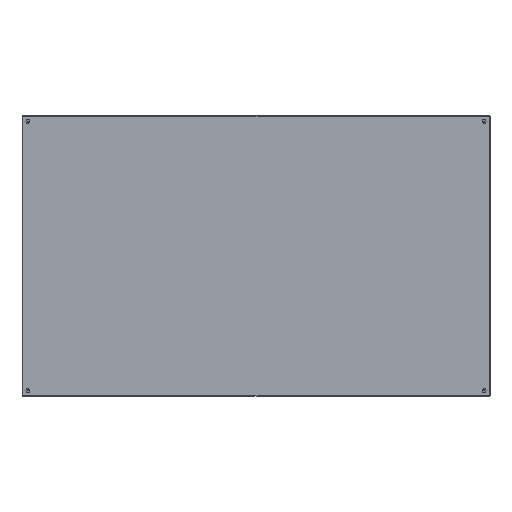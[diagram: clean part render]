
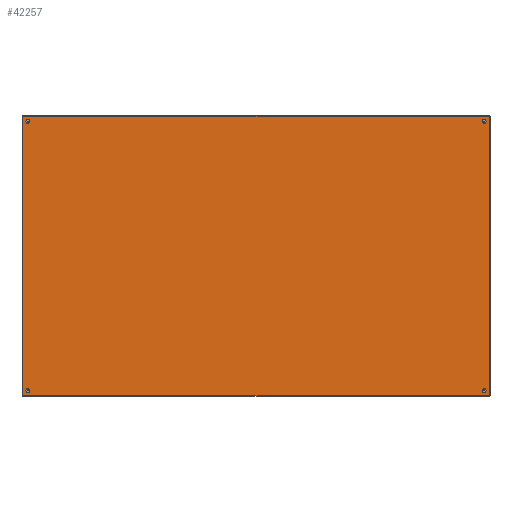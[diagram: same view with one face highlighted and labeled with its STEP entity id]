
A CAD part, left-side view. The second image highlights one B-rep face of the part: STEP entity #42257.
In plain terms, the highlighted face is planar.
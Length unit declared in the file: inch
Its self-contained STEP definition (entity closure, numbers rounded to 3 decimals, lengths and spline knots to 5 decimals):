
#221 = LINE ( 'NONE', #93646, #100868 ) ;
#349 = FACE_OUTER_BOUND ( 'NONE', #67594, .T. ) ;
#418 = VERTEX_POINT ( 'NONE', #116355 ) ;
#2130 = ORIENTED_EDGE ( 'NONE', *, *, #95091, .T. ) ;
#4707 = VECTOR ( 'NONE', #5655, 39.37008 ) ;
#5655 = DIRECTION ( 'NONE',  ( 1., 0., 0. ) ) ;
#6154 = AXIS2_PLACEMENT_3D ( 'NONE', #98949, #11126, #89580 ) ;
#7494 = AXIS2_PLACEMENT_3D ( 'NONE', #71500, #119347, #12238 ) ;
#8030 = DIRECTION ( 'NONE',  ( 0., 0., 1. ) ) ;
#8334 = ORIENTED_EDGE ( 'NONE', *, *, #76753, .T. ) ;
#8962 = DIRECTION ( 'NONE',  ( 0., -1., 0. ) ) ;
#10947 = FACE_BOUND ( 'NONE', #28890, .T. ) ;
#11126 = DIRECTION ( 'NONE',  ( 0., -1., 0. ) ) ;
#12238 = DIRECTION ( 'NONE',  ( 0., 0., 1. ) ) ;
#14033 = ORIENTED_EDGE ( 'NONE', *, *, #69733, .T. ) ;
#14351 = AXIS2_PLACEMENT_3D ( 'NONE', #123652, #83511, #8030 ) ;
#14406 = DIRECTION ( 'NONE',  ( 0., -1., 0. ) ) ;
#16912 = VERTEX_POINT ( 'NONE', #32305 ) ;
#17108 = VERTEX_POINT ( 'NONE', #71792 ) ;
#21804 = ORIENTED_EDGE ( 'NONE', *, *, #100122, .T. ) ;
#23011 = AXIS2_PLACEMENT_3D ( 'NONE', #69073, #8962, #68636 ) ;
#24139 = CARTESIAN_POINT ( 'NONE',  ( -17.25, 0., 29.5 ) ) ;
#24622 = CARTESIAN_POINT ( 'NONE',  ( 17.25, 0., -29.25 ) ) ;
#25993 = ORIENTED_EDGE ( 'NONE', *, *, #45862, .T. ) ;
#27488 = ORIENTED_EDGE ( 'NONE', *, *, #111516, .T. ) ;
#27735 = CIRCLE ( 'NONE', #7494, 0.25 ) ;
#28416 = CARTESIAN_POINT ( 'NONE',  ( 17.92789, 0., -29.892 ) ) ;
#28828 = DIRECTION ( 'NONE',  ( 1., 0., 0. ) ) ;
#28890 = EDGE_LOOP ( 'NONE', ( #25993, #107300 ) ) ;
#29044 = VECTOR ( 'NONE', #28828, 39.37008 ) ;
#31094 = AXIS2_PLACEMENT_3D ( 'NONE', #62479, #72302, #33500 ) ;
#32305 = CARTESIAN_POINT ( 'NONE',  ( -17.25, 0., 29. ) ) ;
#32688 = VERTEX_POINT ( 'NONE', #98025 ) ;
#33500 = DIRECTION ( 'NONE',  ( 0., 0., 1. ) ) ;
#36507 = ORIENTED_EDGE ( 'NONE', *, *, #92302, .T. ) ;
#36856 = FACE_BOUND ( 'NONE', #53735, .T. ) ;
#37886 = ORIENTED_EDGE ( 'NONE', *, *, #98078, .T. ) ;
#40191 = VERTEX_POINT ( 'NONE', #75856 ) ;
#41338 = CIRCLE ( 'NONE', #55269, 0.25 ) ;
#41355 = CARTESIAN_POINT ( 'NONE',  ( -17.25, 0., -29.25 ) ) ;
#41644 = VERTEX_POINT ( 'NONE', #107100 ) ;
#42257 = ADVANCED_FACE ( 'NONE', ( #349, #10947, #36856, #104107, #111686 ), #123219, .T. ) ;
#42873 = VERTEX_POINT ( 'NONE', #121399 ) ;
#44775 = ORIENTED_EDGE ( 'NONE', *, *, #89375, .T. ) ;
#44889 = CARTESIAN_POINT ( 'NONE',  ( 0., 0., 29.892 ) ) ;
#45862 = EDGE_CURVE ( 'NONE', #79351, #106053, #66509, .T. ) ;
#48668 = EDGE_CURVE ( 'NONE', #106053, #79351, #120212, .T. ) ;
#51226 = DIRECTION ( 'NONE',  ( 0., 0., 1. ) ) ;
#53735 = EDGE_LOOP ( 'NONE', ( #37886, #36507 ) ) ;
#54911 = DIRECTION ( 'NONE',  ( 0., 0., 1. ) ) ;
#55269 = AXIS2_PLACEMENT_3D ( 'NONE', #56443, #96508, #126028 ) ;
#55812 = EDGE_LOOP ( 'NONE', ( #2130, #14033 ) ) ;
#56033 = AXIS2_PLACEMENT_3D ( 'NONE', #63008, #14406, #54911 ) ;
#56443 = CARTESIAN_POINT ( 'NONE',  ( -17.25, 0., 29.25 ) ) ;
#58794 = VERTEX_POINT ( 'NONE', #96979 ) ;
#62479 = CARTESIAN_POINT ( 'NONE',  ( -17.25, 0., 29.25 ) ) ;
#63008 = CARTESIAN_POINT ( 'NONE',  ( 17.25, 0., 29.25 ) ) ;
#65268 = VERTEX_POINT ( 'NONE', #24139 ) ;
#66509 = CIRCLE ( 'NONE', #23011, 0.25 ) ;
#67594 = EDGE_LOOP ( 'NONE', ( #96490, #27488, #44775, #8334 ) ) ;
#68636 = DIRECTION ( 'NONE',  ( 0., 0., 1. ) ) ;
#69073 = CARTESIAN_POINT ( 'NONE',  ( 17.25, 0., 29.25 ) ) ;
#69436 = ORIENTED_EDGE ( 'NONE', *, *, #123441, .T. ) ;
#69733 = EDGE_CURVE ( 'NONE', #42873, #17108, #82084, .T. ) ;
#70983 = CARTESIAN_POINT ( 'NONE',  ( 17.25, 0., 29.5 ) ) ;
#71500 = CARTESIAN_POINT ( 'NONE',  ( -17.25, 0., -29.25 ) ) ;
#71792 = CARTESIAN_POINT ( 'NONE',  ( -17.25, 0., -29. ) ) ;
#72302 = DIRECTION ( 'NONE',  ( 0., -1., 0. ) ) ;
#73616 = DIRECTION ( 'NONE',  ( 0., -1., 0. ) ) ;
#73895 = CIRCLE ( 'NONE', #86238, 0.25 ) ;
#75856 = CARTESIAN_POINT ( 'NONE',  ( 17.25, 0., -29. ) ) ;
#76753 = EDGE_CURVE ( 'NONE', #418, #32688, #221, .T. ) ;
#79351 = VERTEX_POINT ( 'NONE', #70983 ) ;
#82084 = CIRCLE ( 'NONE', #123931, 0.25 ) ;
#82310 = CIRCLE ( 'NONE', #31094, 0.25 ) ;
#83511 = DIRECTION ( 'NONE',  ( 0., 1., 0. ) ) ;
#86238 = AXIS2_PLACEMENT_3D ( 'NONE', #24622, #73616, #92810 ) ;
#86831 = CARTESIAN_POINT ( 'NONE',  ( -17.92789, 0., 29.875 ) ) ;
#87695 = CIRCLE ( 'NONE', #6154, 0.25 ) ;
#89375 = EDGE_CURVE ( 'NONE', #58794, #418, #106853, .T. ) ;
#89580 = DIRECTION ( 'NONE',  ( 0., 0., 1. ) ) ;
#91268 = VECTOR ( 'NONE', #106467, 39.37008 ) ;
#92302 = EDGE_CURVE ( 'NONE', #16912, #65268, #41338, .T. ) ;
#92810 = DIRECTION ( 'NONE',  ( 0., 0., 1. ) ) ;
#93646 = CARTESIAN_POINT ( 'NONE',  ( 17.92789, 0., 29.875 ) ) ;
#95091 = EDGE_CURVE ( 'NONE', #17108, #42873, #27735, .T. ) ;
#96254 = LINE ( 'NONE', #28416, #29044 ) ;
#96490 = ORIENTED_EDGE ( 'NONE', *, *, #97652, .F. ) ;
#96508 = DIRECTION ( 'NONE',  ( 0., -1., 0. ) ) ;
#96979 = CARTESIAN_POINT ( 'NONE',  ( -17.92789, 0., 29.892 ) ) ;
#97131 = VERTEX_POINT ( 'NONE', #115657 ) ;
#97652 = EDGE_CURVE ( 'NONE', #97131, #32688, #96254, .T. ) ;
#98025 = CARTESIAN_POINT ( 'NONE',  ( 17.92789, 0., -29.892 ) ) ;
#98078 = EDGE_CURVE ( 'NONE', #65268, #16912, #82310, .T. ) ;
#98949 = CARTESIAN_POINT ( 'NONE',  ( 17.25, 0., -29.25 ) ) ;
#100122 = EDGE_CURVE ( 'NONE', #40191, #41644, #87695, .T. ) ;
#100868 = VECTOR ( 'NONE', #103477, 39.37008 ) ;
#103477 = DIRECTION ( 'NONE',  ( 0., 0., -1. ) ) ;
#103944 = CARTESIAN_POINT ( 'NONE',  ( 17.25, 0., 29. ) ) ;
#104107 = FACE_BOUND ( 'NONE', #104806, .T. ) ;
#104806 = EDGE_LOOP ( 'NONE', ( #21804, #69436 ) ) ;
#106053 = VERTEX_POINT ( 'NONE', #103944 ) ;
#106467 = DIRECTION ( 'NONE',  ( 0., 0., 1. ) ) ;
#106853 = LINE ( 'NONE', #44889, #4707 ) ;
#107100 = CARTESIAN_POINT ( 'NONE',  ( 17.25, 0., -29.5 ) ) ;
#107300 = ORIENTED_EDGE ( 'NONE', *, *, #48668, .T. ) ;
#109636 = DIRECTION ( 'NONE',  ( 0., -1., 0. ) ) ;
#111516 = EDGE_CURVE ( 'NONE', #97131, #58794, #117258, .T. ) ;
#111686 = FACE_BOUND ( 'NONE', #55812, .T. ) ;
#115657 = CARTESIAN_POINT ( 'NONE',  ( -17.92789, 0., -29.892 ) ) ;
#116355 = CARTESIAN_POINT ( 'NONE',  ( 17.92789, 0., 29.892 ) ) ;
#117258 = LINE ( 'NONE', #86831, #91268 ) ;
#119347 = DIRECTION ( 'NONE',  ( 0., -1., 0. ) ) ;
#120212 = CIRCLE ( 'NONE', #56033, 0.25 ) ;
#121399 = CARTESIAN_POINT ( 'NONE',  ( -17.25, 0., -29.5 ) ) ;
#123219 = PLANE ( 'NONE',  #14351 ) ;
#123441 = EDGE_CURVE ( 'NONE', #41644, #40191, #73895, .T. ) ;
#123652 = CARTESIAN_POINT ( 'NONE',  ( 0., 0., 0. ) ) ;
#123931 = AXIS2_PLACEMENT_3D ( 'NONE', #41355, #109636, #51226 ) ;
#126028 = DIRECTION ( 'NONE',  ( 0., 0., 1. ) ) ;
